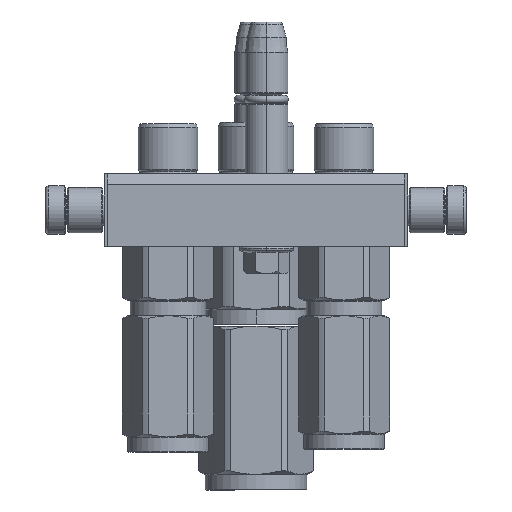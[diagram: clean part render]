
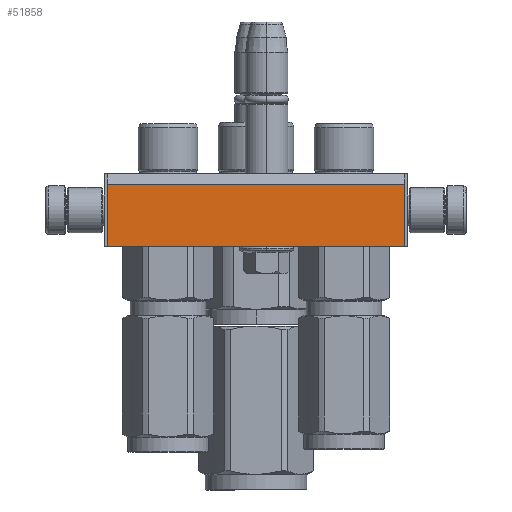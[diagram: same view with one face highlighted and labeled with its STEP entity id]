
A CAD part, left-side view. The second image highlights one B-rep face of the part: STEP entity #51858.
In plain terms, the highlighted face is planar.
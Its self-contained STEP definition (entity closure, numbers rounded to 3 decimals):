
#774 = VERTEX_POINT ( 'NONE', #2788 ) ;
#780 = DIRECTION ( 'NONE',  ( 1., 0., 0. ) ) ;
#1773 = CARTESIAN_POINT ( 'NONE',  ( 78., 3.464, 24. ) ) ;
#2788 = CARTESIAN_POINT ( 'NONE',  ( 78., 24., 24. ) ) ;
#3966 = CARTESIAN_POINT ( 'NONE',  ( -21., 0., 24. ) ) ;
#4047 = LINE ( 'NONE', #20690, #54016 ) ;
#7488 = LINE ( 'NONE', #43153, #55915 ) ;
#9547 = VERTEX_POINT ( 'NONE', #48235 ) ;
#12147 = DIRECTION ( 'NONE',  ( 0., 1., 0. ) ) ;
#12579 = AXIS2_PLACEMENT_3D ( 'NONE', #3966, #18624, #38039 ) ;
#13556 = EDGE_CURVE ( 'NONE', #23276, #774, #7488, .T. ) ;
#13836 = LINE ( 'NONE', #58824, #49441 ) ;
#14734 = FACE_OUTER_BOUND ( 'NONE', #40725, .T. ) ;
#15820 = EDGE_CURVE ( 'NONE', #9547, #23276, #4047, .T. ) ;
#18624 = DIRECTION ( 'NONE',  ( 0., 0., 1. ) ) ;
#20690 = CARTESIAN_POINT ( 'NONE',  ( -20., 3.464, 24. ) ) ;
#21541 = VERTEX_POINT ( 'NONE', #46364 ) ;
#21707 = ORIENTED_EDGE ( 'NONE', *, *, #41660, .T. ) ;
#23142 = EDGE_CURVE ( 'NONE', #9547, #21541, #13836, .T. ) ;
#23276 = VERTEX_POINT ( 'NONE', #25784 ) ;
#25784 = CARTESIAN_POINT ( 'NONE',  ( -20., 24., 24. ) ) ;
#38039 = DIRECTION ( 'NONE',  ( 1., 0., 0. ) ) ;
#40725 = EDGE_LOOP ( 'NONE', ( #51919, #40800, #55133, #21707 ) ) ;
#40800 = ORIENTED_EDGE ( 'NONE', *, *, #15820, .F. ) ;
#41660 = EDGE_CURVE ( 'NONE', #21541, #774, #44020, .T. ) ;
#43153 = CARTESIAN_POINT ( 'NONE',  ( -20., 24., 24. ) ) ;
#44020 = LINE ( 'NONE', #1773, #46281 ) ;
#46281 = VECTOR ( 'NONE', #12147, 1000. ) ;
#46364 = CARTESIAN_POINT ( 'NONE',  ( 78., 3.464, 24. ) ) ;
#48235 = CARTESIAN_POINT ( 'NONE',  ( -20., 3.464, 24. ) ) ;
#49441 = VECTOR ( 'NONE', #780, 1000. ) ;
#51858 = ADVANCED_FACE ( 'NONE', ( #14734 ), #57082, .T. ) ;
#51919 = ORIENTED_EDGE ( 'NONE', *, *, #13556, .F. ) ;
#54016 = VECTOR ( 'NONE', #59384, 1000. ) ;
#55133 = ORIENTED_EDGE ( 'NONE', *, *, #23142, .T. ) ;
#55915 = VECTOR ( 'NONE', #62671, 1000. ) ;
#57082 = PLANE ( 'NONE',  #12579 ) ;
#58824 = CARTESIAN_POINT ( 'NONE',  ( -20., 3.464, 24. ) ) ;
#59384 = DIRECTION ( 'NONE',  ( 0., 1., 0. ) ) ;
#62671 = DIRECTION ( 'NONE',  ( 1., 0., 0. ) ) ;
